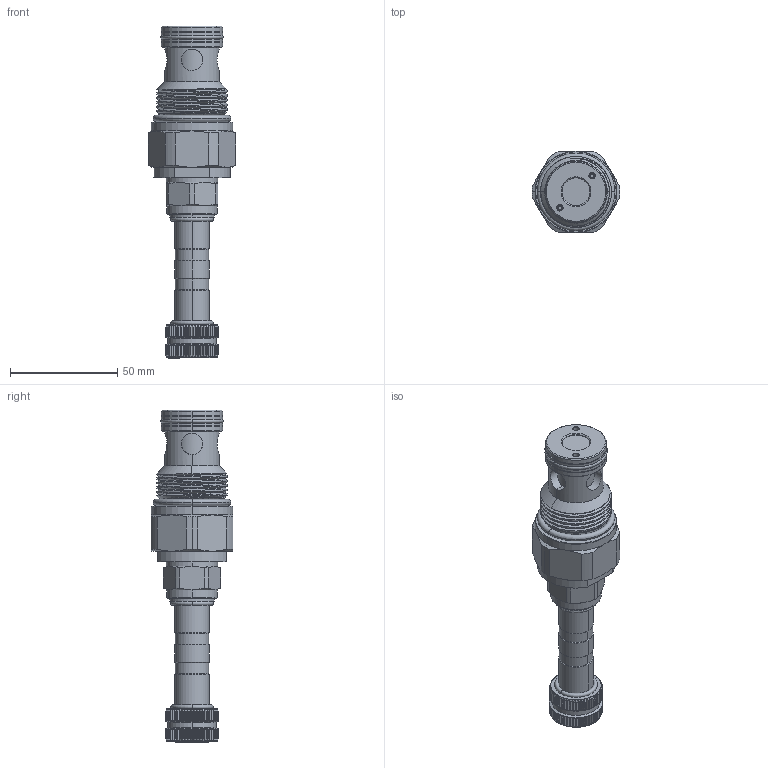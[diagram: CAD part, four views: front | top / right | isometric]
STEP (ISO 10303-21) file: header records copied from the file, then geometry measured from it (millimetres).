
FILE_DESCRIPTION (( 'STEP AP203' ), '1' );
FILE_NAME ('EP16W2C01N95.STEP', '2022-06-20T00:52:27', ( '' ), ( '' ), 'SwSTEP 2.0', 'SolidWorks 2018', '' );
FILE_SCHEMA (( 'CONFIG_CONTROL_DESIGN' ));
Length unit declared in the file: millimetre
Products named in the file (1): EP16W2C01N95
Bounding box: 41.1 x 38 x 155.1 mm (x, y, z)
Volume: 84415.1 mm3; surface area: 19759.2 mm2
Topology: 2 solids, 2 shells, 1050 faces, 2738 edges, 1718 vertices
Faces by surface type: plane 428, cylinder 425, cone 167, torus 22, bspline 8
Entity records: 36506 total; most frequent: CARTESIAN_POINT 11560, ORIENTED_EDGE 5472, DIRECTION 4944, EDGE_CURVE 2736, AXIS2_PLACEMENT_3D 1921, VERTEX_POINT 1718, VECTOR 1102, LINE 1102
